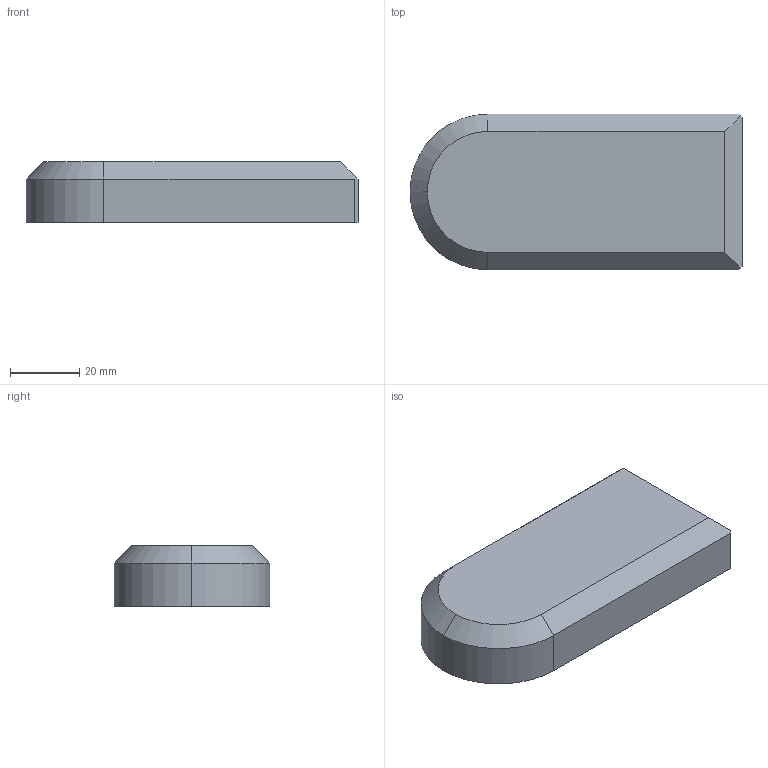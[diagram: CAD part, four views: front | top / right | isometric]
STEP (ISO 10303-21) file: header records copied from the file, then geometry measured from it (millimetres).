
FILE_DESCRIPTION (( 'STEP AP214' ), '1' );
FILE_NAME ('俋褲2.step', '2025-07-05T23:21:41', ( '' ), ( '' ), 'SwSTEP 2.0', 'SolidWorks 2022', '' );
FILE_SCHEMA (( 'AUTOMOTIVE_DESIGN' ));
Length unit declared in the file: millimetre
Products named in the file (1): 外壳2
Bounding box: 96 x 45 x 17.5 mm (x, y, z)
Volume: 18732.6 mm3; surface area: 15682.8 mm2
Topology: 1 solids, 1 shells, 44 faces, 103 edges, 66 vertices
Faces by surface type: plane 30, cylinder 10, cone 4
Entity records: 1281 total; most frequent: DIRECTION 217, CARTESIAN_POINT 214, ORIENTED_EDGE 206, EDGE_CURVE 103, VECTOR 79, LINE 79, AXIS2_PLACEMENT_3D 69, VERTEX_POINT 66
